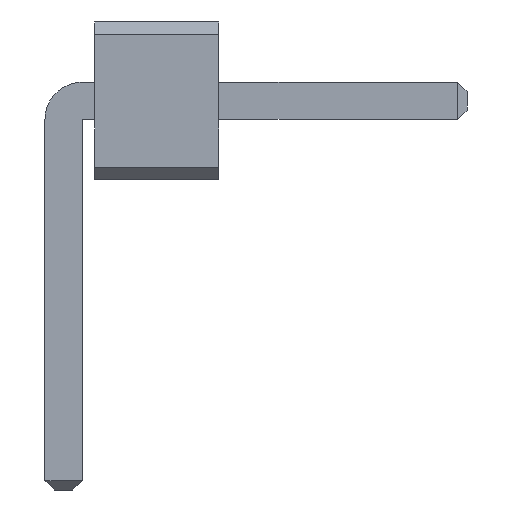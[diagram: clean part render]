
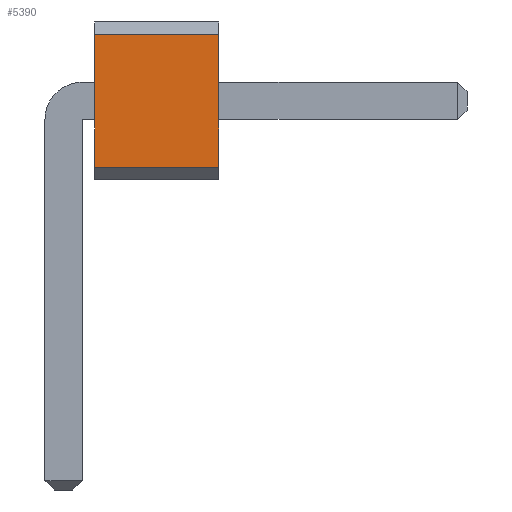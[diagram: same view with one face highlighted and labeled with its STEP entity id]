
A CAD part, front view. The second image highlights one B-rep face of the part: STEP entity #5390.
In plain terms, the highlighted planar face has unit normal (0, -1, 0).
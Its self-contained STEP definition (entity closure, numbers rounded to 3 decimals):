
#598 = VERTEX_POINT('',#599);
#599 = CARTESIAN_POINT('',(0.25,-19.5,1.17));
#605 = EDGE_CURVE('',#606,#598,#608,.T.);
#606 = VERTEX_POINT('',#607);
#607 = CARTESIAN_POINT('',(0.25,-19.5,0.1));
#608 = LINE('',#609,#610);
#609 = CARTESIAN_POINT('',(0.25,-19.5,0.1));
#610 = VECTOR('',#611,1.);
#611 = DIRECTION('',(0.,0.,1.));
#2239 = VERTEX_POINT('',#2240);
#2240 = CARTESIAN_POINT('',(1.25,-19.5,1.17));
#2246 = EDGE_CURVE('',#2247,#2239,#2249,.T.);
#2247 = VERTEX_POINT('',#2248);
#2248 = CARTESIAN_POINT('',(1.25,-19.5,0.1));
#2249 = LINE('',#2250,#2251);
#2250 = CARTESIAN_POINT('',(1.25,-19.5,0.1));
#2251 = VECTOR('',#2252,1.);
#2252 = DIRECTION('',(0.,0.,1.));
#5362 = EDGE_CURVE('',#606,#2247,#5363,.T.);
#5363 = LINE('',#5364,#5365);
#5364 = CARTESIAN_POINT('',(0.25,-19.5,0.1));
#5365 = VECTOR('',#5366,1.);
#5366 = DIRECTION('',(1.,0.,0.));
#5390 = ADVANCED_FACE('',(#5391),#5402,.T.);
#5391 = FACE_BOUND('',#5392,.T.);
#5392 = EDGE_LOOP('',(#5393,#5394,#5395,#5401));
#5393 = ORIENTED_EDGE('',*,*,#5362,.T.);
#5394 = ORIENTED_EDGE('',*,*,#2246,.T.);
#5395 = ORIENTED_EDGE('',*,*,#5396,.F.);
#5396 = EDGE_CURVE('',#598,#2239,#5397,.T.);
#5397 = LINE('',#5398,#5399);
#5398 = CARTESIAN_POINT('',(0.25,-19.5,1.17));
#5399 = VECTOR('',#5400,1.);
#5400 = DIRECTION('',(1.,0.,0.));
#5401 = ORIENTED_EDGE('',*,*,#605,.F.);
#5402 = PLANE('',#5403);
#5403 = AXIS2_PLACEMENT_3D('',#5404,#5405,#5406);
#5404 = CARTESIAN_POINT('',(0.25,-19.5,0.1));
#5405 = DIRECTION('',(0.,-1.,0.));
#5406 = DIRECTION('',(0.,0.,1.));
